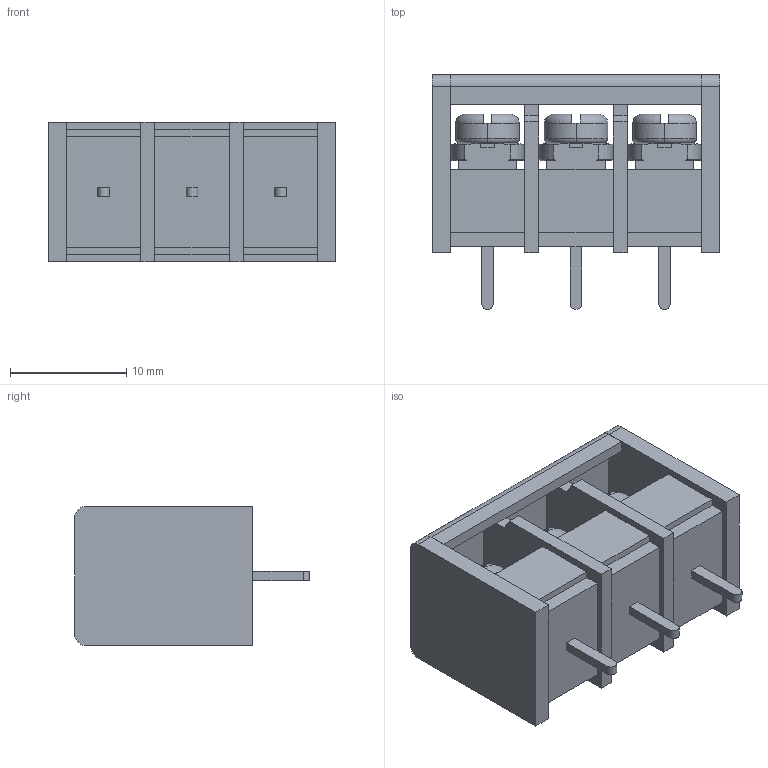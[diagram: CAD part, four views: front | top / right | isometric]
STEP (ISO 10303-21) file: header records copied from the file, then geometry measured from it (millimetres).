
FILE_DESCRIPTION(('FreeCAD Model'),'2;1');
FILE_NAME('Open CASCADE Shape Model','2023-11-18T10:59:04',('Eric Obeng' ),('Erictronics Systems'),'Open CASCADE STEP processor 7.6', 'FreeCAD','Unknown');
FILE_SCHEMA(('AP242_MANAGED_MODEL_BASED_3D_ENGINEERING_MIM_LF. {1 0 10303 442 1 1 4 }'));
Length unit declared in the file: millimetre
Products named in the file (12): YK3030323000G011; YK3030323000G; YK3030323000G001; YK3030323000G002; YK3030323000G003; YK3030323000G004; YK3030323000G005; YK3030323000G006; YK3030323000G007; YK3030323000G008; YK3030323000G009; YK3030323000G010
Assembly tree (11 placements, depth 2):
  YK3030323000G011
    YK3030323000G
    YK3030323000G001
    YK3030323000G002
    YK3030323000G003
    YK3030323000G004
    YK3030323000G005
    YK3030323000G006
    YK3030323000G007
    YK3030323000G008
    YK3030323000G009
    YK3030323000G010
Bounding box: 24.78 x 20.2 x 12 mm (x, y, z)
Volume: 2982.1 mm3; surface area: 3297.9 mm2
Topology: 11 solids, 11 shells, 234 faces, 588 edges, 382 vertices
Faces by surface type: plane 189, cylinder 21, torus 12, cone 12
Entity records: 7330 total; most frequent: CARTESIAN_POINT 1462, ORIENTED_EDGE 1176, DIRECTION 1116, EDGE_CURVE 588, LINE 420, VECTOR 420, VERTEX_POINT 382, AXIS2_PLACEMENT_3D 348
